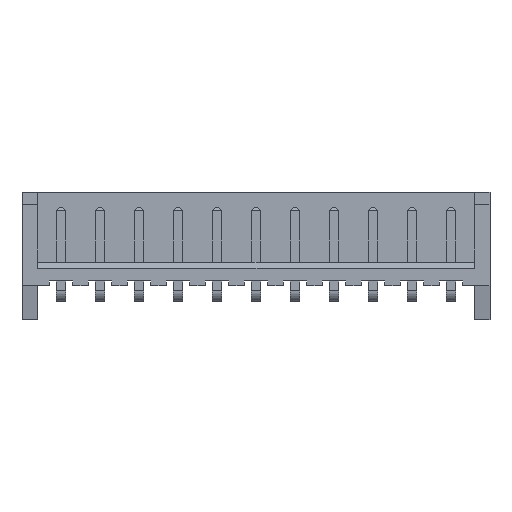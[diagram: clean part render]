
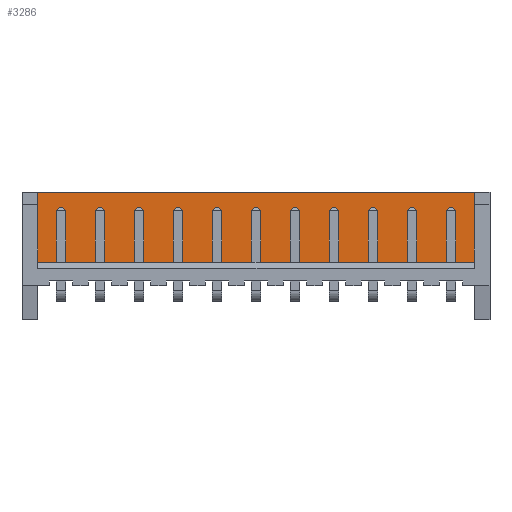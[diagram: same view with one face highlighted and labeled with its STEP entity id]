
A CAD part, top view. The second image highlights one B-rep face of the part: STEP entity #3286.
In plain terms, the highlighted planar face has unit normal (0, 0, 1).
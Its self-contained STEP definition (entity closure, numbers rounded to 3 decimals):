
#70 = PLANE('',#71);
#71 = AXIS2_PLACEMENT_3D('',#72,#73,#74);
#72 = CARTESIAN_POINT('',(-2.5,6.7,2.2));
#73 = DIRECTION('',(0.,-1.,0.));
#74 = DIRECTION('',(0.,0.,-1.));
#124 = PLANE('',#125);
#125 = AXIS2_PLACEMENT_3D('',#126,#127,#128);
#126 = CARTESIAN_POINT('',(26.5,2.2,2.6));
#127 = DIRECTION('',(0.,-1.,0.));
#128 = DIRECTION('',(-1.,0.,0.));
#470 = VERTEX_POINT('',#471);
#471 = CARTESIAN_POINT('',(-2.05,2.2,0.85));
#485 = PLANE('',#486);
#486 = AXIS2_PLACEMENT_3D('',#487,#488,#489);
#487 = CARTESIAN_POINT('',(-2.05,6.7,0.85));
#488 = DIRECTION('',(-1.,0.,0.));
#489 = DIRECTION('',(0.,0.,1.));
#497 = EDGE_CURVE('',#498,#470,#500,.T.);
#498 = VERTEX_POINT('',#499);
#499 = CARTESIAN_POINT('',(27.05,2.2,0.85));
#500 = SURFACE_CURVE('',#501,(#505,#512),.PCURVE_S1.);
#501 = LINE('',#502,#503);
#502 = CARTESIAN_POINT('',(27.05,2.2,0.85));
#503 = VECTOR('',#504,1.);
#504 = DIRECTION('',(-1.,0.,0.));
#505 = PCURVE('',#124,#506);
#506 = DEFINITIONAL_REPRESENTATION('',(#507),#511);
#507 = LINE('',#508,#509);
#508 = CARTESIAN_POINT('',(-0.55,1.75));
#509 = VECTOR('',#510,1.);
#510 = DIRECTION('',(1.,0.));
#511 = ( GEOMETRIC_REPRESENTATION_CONTEXT(2)
PARAMETRIC_REPRESENTATION_CONTEXT() REPRESENTATION_CONTEXT('2D SPACE',''
) );
#512 = PCURVE('',#513,#518);
#513 = PLANE('',#514);
#514 = AXIS2_PLACEMENT_3D('',#515,#516,#517);
#515 = CARTESIAN_POINT('',(27.05,6.7,0.85));
#516 = DIRECTION('',(0.,0.,-1.));
#517 = DIRECTION('',(-1.,0.,0.));
#518 = DEFINITIONAL_REPRESENTATION('',(#519),#523);
#519 = LINE('',#520,#521);
#520 = CARTESIAN_POINT('',(0.,-4.5));
#521 = VECTOR('',#522,1.);
#522 = DIRECTION('',(1.,0.));
#523 = ( GEOMETRIC_REPRESENTATION_CONTEXT(2)
PARAMETRIC_REPRESENTATION_CONTEXT() REPRESENTATION_CONTEXT('2D SPACE',''
) );
#541 = PLANE('',#542);
#542 = AXIS2_PLACEMENT_3D('',#543,#544,#545);
#543 = CARTESIAN_POINT('',(27.05,6.7,1.35));
#544 = DIRECTION('',(1.,0.,0.));
#545 = DIRECTION('',(0.,0.,-1.));
#2162 = VERTEX_POINT('',#2163);
#2163 = CARTESIAN_POINT('',(-2.05,6.7,0.85));
#2184 = EDGE_CURVE('',#2185,#2162,#2187,.T.);
#2185 = VERTEX_POINT('',#2186);
#2186 = CARTESIAN_POINT('',(27.05,6.7,0.85));
#2187 = SURFACE_CURVE('',#2188,(#2192,#2199),.PCURVE_S1.);
#2188 = LINE('',#2189,#2190);
#2189 = CARTESIAN_POINT('',(27.05,6.7,0.85));
#2190 = VECTOR('',#2191,1.);
#2191 = DIRECTION('',(-1.,0.,0.));
#2192 = PCURVE('',#70,#2193);
#2193 = DEFINITIONAL_REPRESENTATION('',(#2194),#2198);
#2194 = LINE('',#2195,#2196);
#2195 = CARTESIAN_POINT('',(1.35,29.55));
#2196 = VECTOR('',#2197,1.);
#2197 = DIRECTION('',(0.,-1.));
#2198 = ( GEOMETRIC_REPRESENTATION_CONTEXT(2)
PARAMETRIC_REPRESENTATION_CONTEXT() REPRESENTATION_CONTEXT('2D SPACE',''
) );
#2199 = PCURVE('',#513,#2200);
#2200 = DEFINITIONAL_REPRESENTATION('',(#2201),#2205);
#2201 = LINE('',#2202,#2203);
#2202 = CARTESIAN_POINT('',(0.,0.));
#2203 = VECTOR('',#2204,1.);
#2204 = DIRECTION('',(1.,0.));
#2205 = ( GEOMETRIC_REPRESENTATION_CONTEXT(2)
PARAMETRIC_REPRESENTATION_CONTEXT() REPRESENTATION_CONTEXT('2D SPACE',''
) );
#3240 = EDGE_CURVE('',#2185,#498,#3241,.T.);
#3241 = SURFACE_CURVE('',#3242,(#3246,#3253),.PCURVE_S1.);
#3242 = LINE('',#3243,#3244);
#3243 = CARTESIAN_POINT('',(27.05,6.7,0.85));
#3244 = VECTOR('',#3245,1.);
#3245 = DIRECTION('',(0.,-1.,0.));
#3246 = PCURVE('',#541,#3247);
#3247 = DEFINITIONAL_REPRESENTATION('',(#3248),#3252);
#3248 = LINE('',#3249,#3250);
#3249 = CARTESIAN_POINT('',(0.5,0.));
#3250 = VECTOR('',#3251,1.);
#3251 = DIRECTION('',(0.,-1.));
#3252 = ( GEOMETRIC_REPRESENTATION_CONTEXT(2)
PARAMETRIC_REPRESENTATION_CONTEXT() REPRESENTATION_CONTEXT('2D SPACE',''
) );
#3253 = PCURVE('',#513,#3254);
#3254 = DEFINITIONAL_REPRESENTATION('',(#3255),#3259);
#3255 = LINE('',#3256,#3257);
#3256 = CARTESIAN_POINT('',(0.,0.));
#3257 = VECTOR('',#3258,1.);
#3258 = DIRECTION('',(0.,-1.));
#3259 = ( GEOMETRIC_REPRESENTATION_CONTEXT(2)
PARAMETRIC_REPRESENTATION_CONTEXT() REPRESENTATION_CONTEXT('2D SPACE',''
) );
#3286 = ADVANCED_FACE('',(#3287),#513,.F.);
#3287 = FACE_BOUND('',#3288,.F.);
#3288 = EDGE_LOOP('',(#3289,#3290,#3291,#3312));
#3289 = ORIENTED_EDGE('',*,*,#3240,.T.);
#3290 = ORIENTED_EDGE('',*,*,#497,.T.);
#3291 = ORIENTED_EDGE('',*,*,#3292,.F.);
#3292 = EDGE_CURVE('',#2162,#470,#3293,.T.);
#3293 = SURFACE_CURVE('',#3294,(#3298,#3305),.PCURVE_S1.);
#3294 = LINE('',#3295,#3296);
#3295 = CARTESIAN_POINT('',(-2.05,6.7,0.85));
#3296 = VECTOR('',#3297,1.);
#3297 = DIRECTION('',(0.,-1.,0.));
#3298 = PCURVE('',#513,#3299);
#3299 = DEFINITIONAL_REPRESENTATION('',(#3300),#3304);
#3300 = LINE('',#3301,#3302);
#3301 = CARTESIAN_POINT('',(29.1,0.));
#3302 = VECTOR('',#3303,1.);
#3303 = DIRECTION('',(0.,-1.));
#3304 = ( GEOMETRIC_REPRESENTATION_CONTEXT(2)
PARAMETRIC_REPRESENTATION_CONTEXT() REPRESENTATION_CONTEXT('2D SPACE',''
) );
#3305 = PCURVE('',#485,#3306);
#3306 = DEFINITIONAL_REPRESENTATION('',(#3307),#3311);
#3307 = LINE('',#3308,#3309);
#3308 = CARTESIAN_POINT('',(0.,0.));
#3309 = VECTOR('',#3310,1.);
#3310 = DIRECTION('',(0.,-1.));
#3311 = ( GEOMETRIC_REPRESENTATION_CONTEXT(2)
PARAMETRIC_REPRESENTATION_CONTEXT() REPRESENTATION_CONTEXT('2D SPACE',''
) );
#3312 = ORIENTED_EDGE('',*,*,#2184,.F.);
